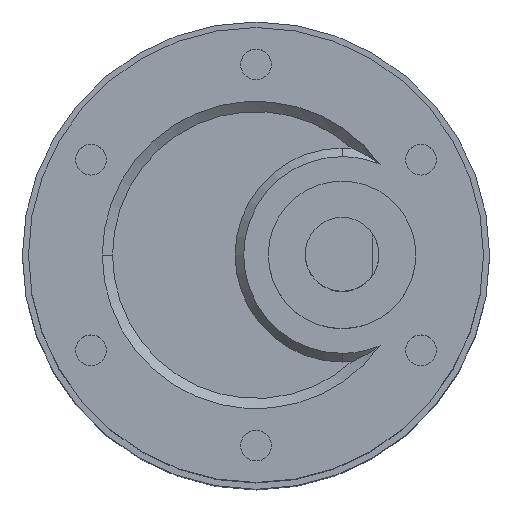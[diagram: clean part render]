
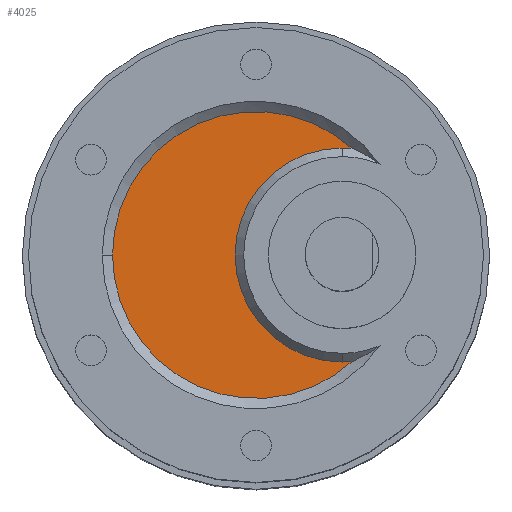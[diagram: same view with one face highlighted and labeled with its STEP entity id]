
A CAD part, top view. The second image highlights one B-rep face of the part: STEP entity #4025.
In plain terms, the highlighted planar face has unit normal (0, 0, 1).
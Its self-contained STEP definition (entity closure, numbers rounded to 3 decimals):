
#260 = CIRCLE ( 'NONE', #569, 11.666 ) ;
#274 = AXIS2_PLACEMENT_3D ( 'NONE', #8784, #3317, #10644 ) ;
#349 = AXIS2_PLACEMENT_3D ( 'NONE', #469, #2310, #7704 ) ;
#469 = CARTESIAN_POINT ( 'NONE',  ( 26., -19., -33.225 ) ) ;
#497 = ORIENTED_EDGE ( 'NONE', *, *, #617, .F. ) ;
#569 = AXIS2_PLACEMENT_3D ( 'NONE', #7258, #8168, #2700 ) ;
#617 = EDGE_CURVE ( 'NONE', #6706, #6886, #4265, .T. ) ;
#869 = CARTESIAN_POINT ( 'NONE',  ( 26., -10.3, -33.225 ) ) ;
#905 = VERTEX_POINT ( 'NONE', #11495 ) ;
#1014 = AXIS2_PLACEMENT_3D ( 'NONE', #2218, #1280, #3909 ) ;
#1280 = DIRECTION ( 'NONE',  ( 0., 0., 1. ) ) ;
#1326 = EDGE_CURVE ( 'NONE', #10797, #5750, #3321, .T. ) ;
#1486 = ORIENTED_EDGE ( 'NONE', *, *, #1326, .F. ) ;
#2218 = CARTESIAN_POINT ( 'NONE',  ( 26., -19., -33.225 ) ) ;
#2310 = DIRECTION ( 'NONE',  ( 0., 0., 1. ) ) ;
#2700 = DIRECTION ( 'NONE',  ( -1., 0., 0. ) ) ;
#3317 = DIRECTION ( 'NONE',  ( 0., 0., 1. ) ) ;
#3321 = CIRCLE ( 'NONE', #7863, 8.7 ) ;
#3909 = DIRECTION ( 'NONE',  ( 0., 1., 0. ) ) ;
#4025 = ADVANCED_FACE ( 'NONE', ( #11139 ), #10264, .T. ) ;
#4259 = AXIS2_PLACEMENT_3D ( 'NONE', #8454, #10303, #11230 ) ;
#4265 = CIRCLE ( 'NONE', #349, 8.7 ) ;
#4523 = CARTESIAN_POINT ( 'NONE',  ( 26., -19., -33.225 ) ) ;
#4929 = ORIENTED_EDGE ( 'NONE', *, *, #7931, .T. ) ;
#5409 = CARTESIAN_POINT ( 'NONE',  ( 26.814, -10.338, -33.225 ) ) ;
#5452 = DIRECTION ( 'NONE',  ( 0., 1., 0. ) ) ;
#5459 = ORIENTED_EDGE ( 'NONE', *, *, #7594, .F. ) ;
#5714 = CIRCLE ( 'NONE', #1014, 8.7 ) ;
#5750 = VERTEX_POINT ( 'NONE', #869 ) ;
#6706 = VERTEX_POINT ( 'NONE', #8137 ) ;
#6886 = VERTEX_POINT ( 'NONE', #9399 ) ;
#7258 = CARTESIAN_POINT ( 'NONE',  ( 19., -19., -33.225 ) ) ;
#7394 = ORIENTED_EDGE ( 'NONE', *, *, #8366, .T. ) ;
#7594 = EDGE_CURVE ( 'NONE', #5750, #6706, #5714, .T. ) ;
#7704 = DIRECTION ( 'NONE',  ( 0., 1., 0. ) ) ;
#7863 = AXIS2_PLACEMENT_3D ( 'NONE', #4523, #10956, #5452 ) ;
#7931 = EDGE_CURVE ( 'NONE', #905, #6886, #260, .T. ) ;
#8137 = CARTESIAN_POINT ( 'NONE',  ( 26., -27.7, -33.225 ) ) ;
#8168 = DIRECTION ( 'NONE',  ( 0., 0., 1. ) ) ;
#8366 = EDGE_CURVE ( 'NONE', #10797, #905, #10129, .T. ) ;
#8454 = CARTESIAN_POINT ( 'NONE',  ( 22.5, -19., -33.225 ) ) ;
#8784 = CARTESIAN_POINT ( 'NONE',  ( 19., -19., -33.225 ) ) ;
#9399 = CARTESIAN_POINT ( 'NONE',  ( 26.814, -27.662, -33.225 ) ) ;
#10129 = CIRCLE ( 'NONE', #274, 11.666 ) ;
#10264 = PLANE ( 'NONE',  #4259 ) ;
#10303 = DIRECTION ( 'NONE',  ( 0., 0., 1. ) ) ;
#10644 = DIRECTION ( 'NONE',  ( -1., 0., 0. ) ) ;
#10797 = VERTEX_POINT ( 'NONE', #5409 ) ;
#10956 = DIRECTION ( 'NONE',  ( 0., 0., 1. ) ) ;
#11139 = FACE_OUTER_BOUND ( 'NONE', #11246, .T. ) ;
#11230 = DIRECTION ( 'NONE',  ( 0., -1., 0. ) ) ;
#11246 = EDGE_LOOP ( 'NONE', ( #7394, #4929, #497, #5459, #1486 ) ) ;
#11495 = CARTESIAN_POINT ( 'NONE',  ( 7.334, -19., -33.225 ) ) ;
